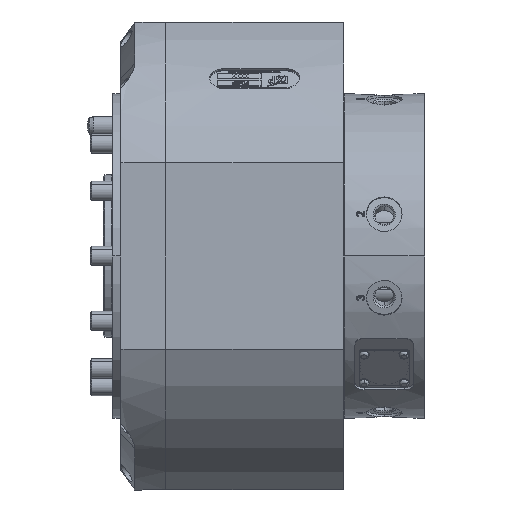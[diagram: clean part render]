
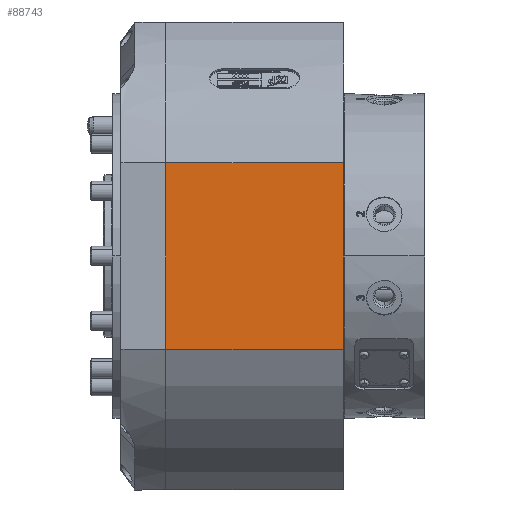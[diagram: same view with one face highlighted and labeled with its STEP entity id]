
A CAD part, left-side view. The second image highlights one B-rep face of the part: STEP entity #88743.
In plain terms, the highlighted planar face has unit normal (-1, 0, 0).
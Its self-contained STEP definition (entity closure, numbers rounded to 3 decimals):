
#6330 = ORIENTED_EDGE ( 'NONE', *, *, #27709, .T. ) ;
#8740 = CARTESIAN_POINT ( 'NONE',  ( -144., -32.5, 0. ) ) ;
#10628 = FACE_OUTER_BOUND ( 'NONE', #58416, .T. ) ;
#13724 = VECTOR ( 'NONE', #18365, 1000. ) ;
#14565 = VERTEX_POINT ( 'NONE', #14855 ) ;
#14855 = CARTESIAN_POINT ( 'NONE',  ( -144., -142., 57.35 ) ) ;
#16143 = DIRECTION ( 'NONE',  ( 0., 0., 1. ) ) ;
#18365 = DIRECTION ( 'NONE',  ( 0., 0., -1. ) ) ;
#19928 = VERTEX_POINT ( 'NONE', #59634 ) ;
#23116 = AXIS2_PLACEMENT_3D ( 'NONE', #53196, #119986, #62800 ) ;
#27709 = EDGE_CURVE ( 'NONE', #19928, #70637, #75706, .T. ) ;
#29750 = DIRECTION ( 'NONE',  ( 0., -1., 0. ) ) ;
#33048 = VECTOR ( 'NONE', #16143, 1000. ) ;
#50155 = VECTOR ( 'NONE', #86077, 1000. ) ;
#53196 = CARTESIAN_POINT ( 'NONE',  ( -144., -142., -144. ) ) ;
#57392 = EDGE_CURVE ( 'NONE', #58266, #19928, #115355, .T. ) ;
#58266 = VERTEX_POINT ( 'NONE', #100850 ) ;
#58416 = EDGE_LOOP ( 'NONE', ( #106747, #101335, #6330, #91619 ) ) ;
#58482 = LINE ( 'NONE', #73359, #33048 ) ;
#59634 = CARTESIAN_POINT ( 'NONE',  ( -144., -32.5, -57.35 ) ) ;
#62800 = DIRECTION ( 'NONE',  ( 0., 0., 1. ) ) ;
#70637 = VERTEX_POINT ( 'NONE', #74864 ) ;
#71975 = PLANE ( 'NONE',  #23116 ) ;
#73359 = CARTESIAN_POINT ( 'NONE',  ( -144., -142., -144. ) ) ;
#74864 = CARTESIAN_POINT ( 'NONE',  ( -144., -142., -57.35 ) ) ;
#75706 = LINE ( 'NONE', #87003, #98133 ) ;
#76831 = CARTESIAN_POINT ( 'NONE',  ( -144., -8.742, 57.35 ) ) ;
#86077 = DIRECTION ( 'NONE',  ( 0., 1., 0. ) ) ;
#87003 = CARTESIAN_POINT ( 'NONE',  ( -144., -8.742, -57.35 ) ) ;
#88743 = ADVANCED_FACE ( 'NONE', ( #10628 ), #71975, .T. ) ;
#91619 = ORIENTED_EDGE ( 'NONE', *, *, #117942, .T. ) ;
#98133 = VECTOR ( 'NONE', #29750, 1000. ) ;
#100850 = CARTESIAN_POINT ( 'NONE',  ( -144., -32.5, 57.35 ) ) ;
#101335 = ORIENTED_EDGE ( 'NONE', *, *, #57392, .T. ) ;
#103308 = EDGE_CURVE ( 'NONE', #14565, #58266, #123330, .T. ) ;
#106747 = ORIENTED_EDGE ( 'NONE', *, *, #103308, .T. ) ;
#115355 = LINE ( 'NONE', #8740, #13724 ) ;
#117942 = EDGE_CURVE ( 'NONE', #70637, #14565, #58482, .T. ) ;
#119986 = DIRECTION ( 'NONE',  ( -1., 0., 0. ) ) ;
#123330 = LINE ( 'NONE', #76831, #50155 ) ;
